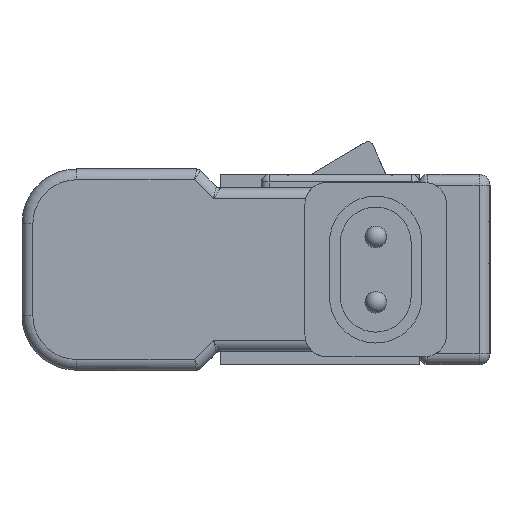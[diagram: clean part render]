
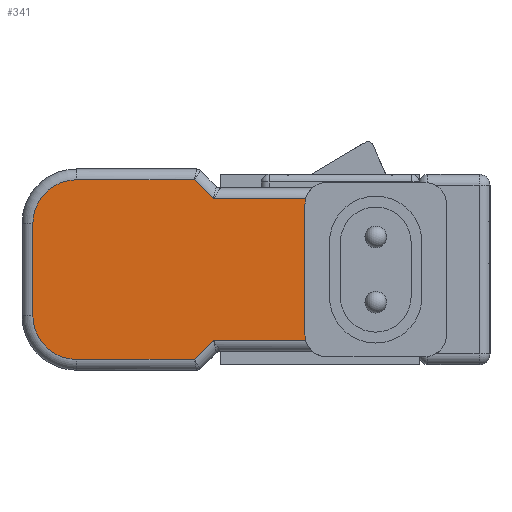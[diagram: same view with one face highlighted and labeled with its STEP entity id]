
A CAD part, left-side view. The second image highlights one B-rep face of the part: STEP entity #341.
In plain terms, the highlighted planar face has unit normal (-1, 0, 0).
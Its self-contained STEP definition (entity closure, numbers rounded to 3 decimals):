
#74 = VECTOR ( 'NONE', #2036, 1000. ) ;
#79 = PLANE ( 'NONE',  #6135 ) ;
#111 = EDGE_LOOP ( 'NONE', ( #4202, #446, #2184, #6195, #196, #2574, #6434, #4720, #6115, #3155, #9042, #609 ) ) ;
#196 = ORIENTED_EDGE ( 'NONE', *, *, #6581, .T. ) ;
#241 = CARTESIAN_POINT ( 'NONE',  ( -122., 17., 8. ) ) ;
#313 = CARTESIAN_POINT ( 'NONE',  ( -122., 25.414, -6.5 ) ) ;
#341 = ADVANCED_FACE ( 'NONE', ( #8585 ), #79, .T. ) ;
#351 = VERTEX_POINT ( 'NONE', #5851 ) ;
#422 = CARTESIAN_POINT ( 'NONE',  ( -122., 15., 6. ) ) ;
#446 = ORIENTED_EDGE ( 'NONE', *, *, #7580, .T. ) ;
#609 = ORIENTED_EDGE ( 'NONE', *, *, #5763, .T. ) ;
#645 = AXIS2_PLACEMENT_3D ( 'NONE', #422, #1087, #5839 ) ;
#878 = CIRCLE ( 'NONE', #5929, 4. ) ;
#978 = VECTOR ( 'NONE', #6938, 1000. ) ;
#1087 = DIRECTION ( 'NONE',  ( 1., 0., 0. ) ) ;
#1247 = VECTOR ( 'NONE', #3470, 1000. ) ;
#1370 = LINE ( 'NONE', #241, #8558 ) ;
#1862 = LINE ( 'NONE', #3185, #7450 ) ;
#1920 = DIRECTION ( 'NONE',  ( -1., 0., 0. ) ) ;
#1946 = LINE ( 'NONE', #8261, #74 ) ;
#2036 = DIRECTION ( 'NONE',  ( 0., 1., 0. ) ) ;
#2166 = DIRECTION ( 'NONE',  ( -1., 0., 0. ) ) ;
#2172 = VERTEX_POINT ( 'NONE', #3987 ) ;
#2184 = ORIENTED_EDGE ( 'NONE', *, *, #7256, .F. ) ;
#2243 = CARTESIAN_POINT ( 'NONE',  ( -122., 25.414, 6.5 ) ) ;
#2249 = VECTOR ( 'NONE', #5951, 1000. ) ;
#2368 = DIRECTION ( 'NONE',  ( 0., 0., -1. ) ) ;
#2417 = CARTESIAN_POINT ( 'NONE',  ( -122., 16.936, -6.5 ) ) ;
#2420 = VERTEX_POINT ( 'NONE', #3521 ) ;
#2484 = LINE ( 'NONE', #3819, #2249 ) ;
#2574 = ORIENTED_EDGE ( 'NONE', *, *, #6703, .T. ) ;
#2651 = CARTESIAN_POINT ( 'NONE',  ( -122., 27.164, 8.25 ) ) ;
#2712 = CARTESIAN_POINT ( 'NONE',  ( -122., 25.707, -6.793 ) ) ;
#2780 = CARTESIAN_POINT ( 'NONE',  ( -122., 0., -6.5 ) ) ;
#3029 = DIRECTION ( 'NONE',  ( 0., 1., 0. ) ) ;
#3095 = DIRECTION ( 'NONE',  ( -1., 0., 0. ) ) ;
#3155 = ORIENTED_EDGE ( 'NONE', *, *, #4882, .T. ) ;
#3185 = CARTESIAN_POINT ( 'NONE',  ( -122., 42., 0. ) ) ;
#3250 = DIRECTION ( 'NONE',  ( 0., 0., 1. ) ) ;
#3412 = EDGE_CURVE ( 'NONE', #6325, #5287, #7686, .T. ) ;
#3470 = DIRECTION ( 'NONE',  ( 0., -1., 0. ) ) ;
#3503 = DIRECTION ( 'NONE',  ( 0., -1., 0. ) ) ;
#3521 = CARTESIAN_POINT ( 'NONE',  ( -122., 42., 4.25 ) ) ;
#3556 = CARTESIAN_POINT ( 'NONE',  ( -122., 15., -6. ) ) ;
#3819 = CARTESIAN_POINT ( 'NONE',  ( -122., 27.457, 8.543 ) ) ;
#3923 = LINE ( 'NONE', #7891, #7214 ) ;
#3954 = VERTEX_POINT ( 'NONE', #5947 ) ;
#3987 = CARTESIAN_POINT ( 'NONE',  ( -122., 17., -6. ) ) ;
#4111 = CIRCLE ( 'NONE', #6187, 2. ) ;
#4127 = VERTEX_POINT ( 'NONE', #2651 ) ;
#4202 = ORIENTED_EDGE ( 'NONE', *, *, #7481, .T. ) ;
#4269 = DIRECTION ( 'NONE',  ( 0., 0., 1. ) ) ;
#4720 = ORIENTED_EDGE ( 'NONE', *, *, #5082, .T. ) ;
#4882 = EDGE_CURVE ( 'NONE', #5085, #6325, #6605, .T. ) ;
#5025 = LINE ( 'NONE', #2780, #1247 ) ;
#5031 = CARTESIAN_POINT ( 'NONE',  ( -122., 17., 6. ) ) ;
#5082 = EDGE_CURVE ( 'NONE', #351, #2420, #878, .T. ) ;
#5085 = VERTEX_POINT ( 'NONE', #8611 ) ;
#5204 = EDGE_CURVE ( 'NONE', #2420, #5085, #1862, .T. ) ;
#5287 = VERTEX_POINT ( 'NONE', #7015 ) ;
#5539 = VERTEX_POINT ( 'NONE', #313 ) ;
#5763 = EDGE_CURVE ( 'NONE', #5287, #5539, #6585, .T. ) ;
#5839 = DIRECTION ( 'NONE',  ( 0., 0., 1. ) ) ;
#5851 = CARTESIAN_POINT ( 'NONE',  ( -122., 38., 8.25 ) ) ;
#5867 = VECTOR ( 'NONE', #3503, 1000. ) ;
#5884 = CARTESIAN_POINT ( 'NONE',  ( -122., 0., 0. ) ) ;
#5929 = AXIS2_PLACEMENT_3D ( 'NONE', #7280, #3095, #7956 ) ;
#5946 = VERTEX_POINT ( 'NONE', #5031 ) ;
#5947 = CARTESIAN_POINT ( 'NONE',  ( -122., 16.936, 6.5 ) ) ;
#5951 = DIRECTION ( 'NONE',  ( 0., 0.707, 0.707 ) ) ;
#5990 = DIRECTION ( 'NONE',  ( 0., 0., -1. ) ) ;
#6115 = ORIENTED_EDGE ( 'NONE', *, *, #5204, .T. ) ;
#6135 = AXIS2_PLACEMENT_3D ( 'NONE', #5884, #1920, #3250 ) ;
#6187 = AXIS2_PLACEMENT_3D ( 'NONE', #3556, #8417, #4269 ) ;
#6195 = ORIENTED_EDGE ( 'NONE', *, *, #7827, .T. ) ;
#6325 = VERTEX_POINT ( 'NONE', #6926 ) ;
#6362 = EDGE_CURVE ( 'NONE', #4127, #351, #1946, .T. ) ;
#6389 = CARTESIAN_POINT ( 'NONE',  ( -122., 38., -4.25 ) ) ;
#6434 = ORIENTED_EDGE ( 'NONE', *, *, #6362, .T. ) ;
#6528 = VERTEX_POINT ( 'NONE', #2243 ) ;
#6581 = EDGE_CURVE ( 'NONE', #3954, #6528, #3923, .T. ) ;
#6585 = LINE ( 'NONE', #2712, #978 ) ;
#6605 = CIRCLE ( 'NONE', #8826, 4. ) ;
#6703 = EDGE_CURVE ( 'NONE', #6528, #4127, #2484, .T. ) ;
#6926 = CARTESIAN_POINT ( 'NONE',  ( -122., 38., -8.25 ) ) ;
#6938 = DIRECTION ( 'NONE',  ( 0., -0.707, 0.707 ) ) ;
#7015 = CARTESIAN_POINT ( 'NONE',  ( -122., 27.164, -8.25 ) ) ;
#7077 = DIRECTION ( 'NONE',  ( 0., 0., 1. ) ) ;
#7214 = VECTOR ( 'NONE', #3029, 1000. ) ;
#7256 = EDGE_CURVE ( 'NONE', #5946, #2172, #1370, .T. ) ;
#7280 = CARTESIAN_POINT ( 'NONE',  ( -122., 38., 4.25 ) ) ;
#7450 = VECTOR ( 'NONE', #5990, 1000. ) ;
#7481 = EDGE_CURVE ( 'NONE', #5539, #7766, #5025, .T. ) ;
#7490 = CIRCLE ( 'NONE', #645, 2. ) ;
#7580 = EDGE_CURVE ( 'NONE', #7766, #2172, #4111, .T. ) ;
#7686 = LINE ( 'NONE', #8366, #5867 ) ;
#7766 = VERTEX_POINT ( 'NONE', #2417 ) ;
#7827 = EDGE_CURVE ( 'NONE', #5946, #3954, #7490, .T. ) ;
#7891 = CARTESIAN_POINT ( 'NONE',  ( -122., 0., 6.5 ) ) ;
#7956 = DIRECTION ( 'NONE',  ( 0., 0., 1. ) ) ;
#8261 = CARTESIAN_POINT ( 'NONE',  ( -122., 38., 8.25 ) ) ;
#8366 = CARTESIAN_POINT ( 'NONE',  ( -122., 26.75, -8.25 ) ) ;
#8417 = DIRECTION ( 'NONE',  ( 1., 0., 0. ) ) ;
#8558 = VECTOR ( 'NONE', #2368, 1000. ) ;
#8585 = FACE_OUTER_BOUND ( 'NONE', #111, .T. ) ;
#8611 = CARTESIAN_POINT ( 'NONE',  ( -122., 42., -4.25 ) ) ;
#8826 = AXIS2_PLACEMENT_3D ( 'NONE', #6389, #2166, #7077 ) ;
#9042 = ORIENTED_EDGE ( 'NONE', *, *, #3412, .T. ) ;
